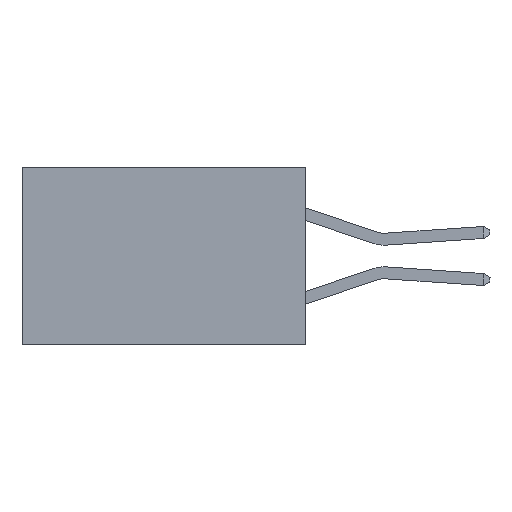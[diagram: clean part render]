
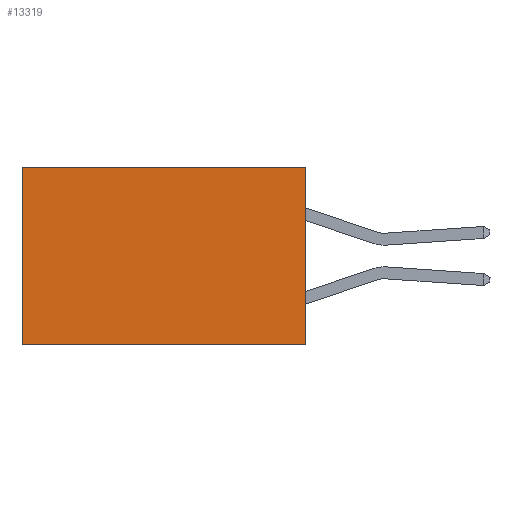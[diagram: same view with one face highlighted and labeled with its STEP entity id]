
A CAD part, left-side view. The second image highlights one B-rep face of the part: STEP entity #13319.
In plain terms, the highlighted planar face has unit normal (-1, 0, 0).
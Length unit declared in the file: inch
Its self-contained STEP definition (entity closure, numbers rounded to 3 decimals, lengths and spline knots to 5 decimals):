
#1163 = CARTESIAN_POINT ( 'NONE',  ( 0.277, 0.59, -0.37 ) ) ;
#1305 = LINE ( 'NONE', #8116, #22661 ) ;
#1463 = DIRECTION ( 'NONE',  ( 0., 0., -1. ) ) ;
#2046 = ORIENTED_EDGE ( 'NONE', *, *, #25770, .T. ) ;
#2951 = CARTESIAN_POINT ( 'NONE',  ( 0.277, 0., 0. ) ) ;
#3441 = VERTEX_POINT ( 'NONE', #25421 ) ;
#3832 = CARTESIAN_POINT ( 'NONE',  ( 0.277, 0., -0.37 ) ) ;
#4113 = LINE ( 'NONE', #1163, #24739 ) ;
#4944 = VERTEX_POINT ( 'NONE', #8802 ) ;
#5658 = ORIENTED_EDGE ( 'NONE', *, *, #7814, .T. ) ;
#6373 = LINE ( 'NONE', #11824, #22118 ) ;
#7814 = EDGE_CURVE ( 'NONE', #10604, #3441, #25650, .T. ) ;
#8116 = CARTESIAN_POINT ( 'NONE',  ( 0.277, 0., -0.37 ) ) ;
#8802 = CARTESIAN_POINT ( 'NONE',  ( 0.277, 0., -0.37 ) ) ;
#10128 = DIRECTION ( 'NONE',  ( 1., 0., 0. ) ) ;
#10604 = VERTEX_POINT ( 'NONE', #24083 ) ;
#11194 = EDGE_CURVE ( 'NONE', #10604, #4944, #6373, .T. ) ;
#11228 = DIRECTION ( 'NONE',  ( 0., 1., 0. ) ) ;
#11551 = DIRECTION ( 'NONE',  ( 0., 0., -1. ) ) ;
#11824 = CARTESIAN_POINT ( 'NONE',  ( 0.277, 0., -0.37 ) ) ;
#13319 = ADVANCED_FACE ( 'NONE', ( #20110 ), #22418, .F. ) ;
#17343 = EDGE_LOOP ( 'NONE', ( #2046, #18780, #25284, #5658 ) ) ;
#18543 = VERTEX_POINT ( 'NONE', #21696 ) ;
#18780 = ORIENTED_EDGE ( 'NONE', *, *, #20914, .F. ) ;
#18920 = VECTOR ( 'NONE', #11228, 39.37008 ) ;
#20110 = FACE_OUTER_BOUND ( 'NONE', #17343, .T. ) ;
#20914 = EDGE_CURVE ( 'NONE', #4944, #18543, #1305, .T. ) ;
#21696 = CARTESIAN_POINT ( 'NONE',  ( 0.277, 0.59, -0.37 ) ) ;
#22118 = VECTOR ( 'NONE', #1463, 39.37008 ) ;
#22418 = PLANE ( 'NONE',  #25558 ) ;
#22497 = DIRECTION ( 'NONE',  ( 0., 1., 0. ) ) ;
#22661 = VECTOR ( 'NONE', #22497, 39.37008 ) ;
#24083 = CARTESIAN_POINT ( 'NONE',  ( 0.277, 0., 0. ) ) ;
#24476 = DIRECTION ( 'NONE',  ( 0., 0., -1. ) ) ;
#24739 = VECTOR ( 'NONE', #11551, 39.37008 ) ;
#25284 = ORIENTED_EDGE ( 'NONE', *, *, #11194, .F. ) ;
#25421 = CARTESIAN_POINT ( 'NONE',  ( 0.277, 0.59, 0. ) ) ;
#25558 = AXIS2_PLACEMENT_3D ( 'NONE', #3832, #10128, #24476 ) ;
#25650 = LINE ( 'NONE', #2951, #18920 ) ;
#25770 = EDGE_CURVE ( 'NONE', #3441, #18543, #4113, .T. ) ;
